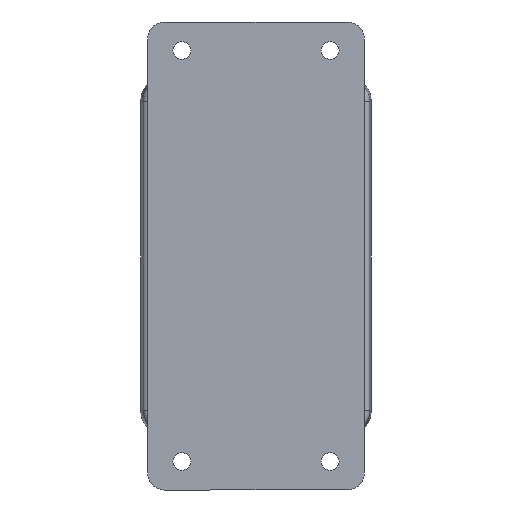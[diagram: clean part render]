
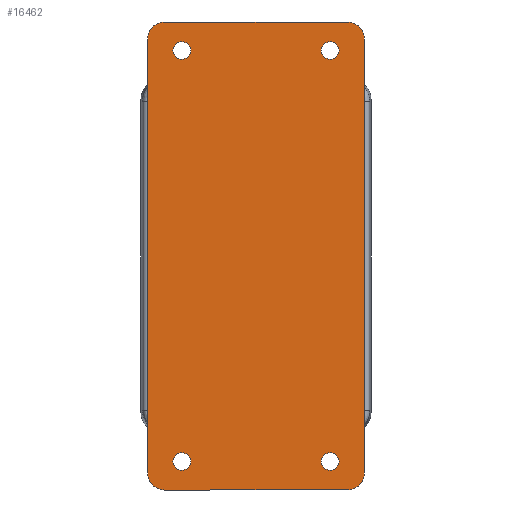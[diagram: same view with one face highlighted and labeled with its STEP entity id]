
A CAD part, front view. The second image highlights one B-rep face of the part: STEP entity #16462.
In plain terms, the highlighted planar face has unit normal (0, -1, 0).
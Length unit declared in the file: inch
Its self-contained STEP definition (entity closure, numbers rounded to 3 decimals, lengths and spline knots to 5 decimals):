
#95 = CARTESIAN_POINT ( 'NONE',  ( -1.0005, -1.07425, 2.375 ) ) ;
#313 = CIRCLE ( 'NONE', #3538, 0.187 ) ;
#384 = VERTEX_POINT ( 'NONE', #11281 ) ;
#744 = DIRECTION ( 'NONE',  ( 0., 0., -1. ) ) ;
#784 = FACE_BOUND ( 'NONE', #2790, .T. ) ;
#823 = EDGE_CURVE ( 'NONE', #9774, #11151, #313, .T. ) ;
#1069 = EDGE_CURVE ( 'NONE', #11356, #10482, #16398, .T. ) ;
#1891 = CIRCLE ( 'NONE', #14979, 0.0965 ) ;
#2057 = CIRCLE ( 'NONE', #13823, 0.0965 ) ;
#2169 = CARTESIAN_POINT ( 'NONE',  ( 1.0005, -1.07425, 2.375 ) ) ;
#2480 = EDGE_LOOP ( 'NONE', ( #3643, #13870, #2577, #10062, #16157, #9849, #16339, #4359 ) ) ;
#2570 = VERTEX_POINT ( 'NONE', #3551 ) ;
#2577 = ORIENTED_EDGE ( 'NONE', *, *, #1069, .T. ) ;
#2790 = EDGE_LOOP ( 'NONE', ( #9341 ) ) ;
#2834 = CARTESIAN_POINT ( 'NONE',  ( 1.1875, -1.07425, 2.375 ) ) ;
#3081 = EDGE_CURVE ( 'NONE', #16072, #16072, #2057, .T. ) ;
#3359 = DIRECTION ( 'NONE',  ( 0., 0., 1. ) ) ;
#3538 = AXIS2_PLACEMENT_3D ( 'NONE', #9014, #13018, #9182 ) ;
#3551 = CARTESIAN_POINT ( 'NONE',  ( 0.8125, -1.07425, -2.3465 ) ) ;
#3643 = ORIENTED_EDGE ( 'NONE', *, *, #12462, .T. ) ;
#3831 = VERTEX_POINT ( 'NONE', #7425 ) ;
#3969 = DIRECTION ( 'NONE',  ( 0., 0., -1. ) ) ;
#4359 = ORIENTED_EDGE ( 'NONE', *, *, #7956, .T. ) ;
#4388 = DIRECTION ( 'NONE',  ( 0., -1., 0. ) ) ;
#4660 = CARTESIAN_POINT ( 'NONE',  ( -1.1875, -1.07425, 2.375 ) ) ;
#4757 = DIRECTION ( 'NONE',  ( 0., 0., -1. ) ) ;
#4846 = CARTESIAN_POINT ( 'NONE',  ( -0.8125, -1.07425, -2.3465 ) ) ;
#4990 = FACE_OUTER_BOUND ( 'NONE', #2480, .T. ) ;
#5039 = AXIS2_PLACEMENT_3D ( 'NONE', #95, #7673, #3969 ) ;
#5465 = EDGE_CURVE ( 'NONE', #11151, #6207, #9225, .T. ) ;
#5630 = EDGE_LOOP ( 'NONE', ( #15888 ) ) ;
#5685 = CARTESIAN_POINT ( 'NONE',  ( -0.8125, -1.07425, -2.25 ) ) ;
#5735 = AXIS2_PLACEMENT_3D ( 'NONE', #5685, #4388, #12106 ) ;
#5809 = VECTOR ( 'NONE', #3359, 39.37008 ) ;
#6205 = EDGE_CURVE ( 'NONE', #10482, #9774, #8424, .T. ) ;
#6207 = VERTEX_POINT ( 'NONE', #2834 ) ;
#6359 = LINE ( 'NONE', #13166, #15816 ) ;
#6581 = EDGE_LOOP ( 'NONE', ( #9948 ) ) ;
#6601 = CARTESIAN_POINT ( 'NONE',  ( -1.0005, -1.07425, -2.562 ) ) ;
#6988 = LINE ( 'NONE', #13582, #12415 ) ;
#7319 = CARTESIAN_POINT ( 'NONE',  ( 1.1875, -1.07425, 2.375 ) ) ;
#7401 = EDGE_CURVE ( 'NONE', #8059, #11356, #6988, .T. ) ;
#7419 = CARTESIAN_POINT ( 'NONE',  ( 1.0005, -1.07425, 2.562 ) ) ;
#7425 = CARTESIAN_POINT ( 'NONE',  ( -1.0005, -1.07425, 2.562 ) ) ;
#7505 = AXIS2_PLACEMENT_3D ( 'NONE', #2169, #12417, #4757 ) ;
#7583 = DIRECTION ( 'NONE',  ( 0., 0., -1. ) ) ;
#7664 = ORIENTED_EDGE ( 'NONE', *, *, #3081, .F. ) ;
#7673 = DIRECTION ( 'NONE',  ( 0., -1., 0. ) ) ;
#7726 = EDGE_CURVE ( 'NONE', #384, #384, #14237, .T. ) ;
#7774 = PLANE ( 'NONE',  #5039 ) ;
#7956 = EDGE_CURVE ( 'NONE', #11901, #3831, #6359, .T. ) ;
#8028 = DIRECTION ( 'NONE',  ( -1., 0., 0. ) ) ;
#8043 = EDGE_LOOP ( 'NONE', ( #7664 ) ) ;
#8055 = DIRECTION ( 'NONE',  ( 1., 0., 0. ) ) ;
#8059 = VERTEX_POINT ( 'NONE', #4660 ) ;
#8424 = LINE ( 'NONE', #6601, #16474 ) ;
#8499 = DIRECTION ( 'NONE',  ( 0., 0., -1. ) ) ;
#8713 = AXIS2_PLACEMENT_3D ( 'NONE', #14975, #13686, #8499 ) ;
#9014 = CARTESIAN_POINT ( 'NONE',  ( 1.0005, -1.07425, -2.375 ) ) ;
#9182 = DIRECTION ( 'NONE',  ( 0., 0., -1. ) ) ;
#9214 = EDGE_CURVE ( 'NONE', #2570, #2570, #1891, .T. ) ;
#9225 = LINE ( 'NONE', #7319, #5809 ) ;
#9341 = ORIENTED_EDGE ( 'NONE', *, *, #11693, .F. ) ;
#9345 = CIRCLE ( 'NONE', #16210, 0.187 ) ;
#9377 = CIRCLE ( 'NONE', #5735, 0.0965 ) ;
#9416 = CARTESIAN_POINT ( 'NONE',  ( -1.0005, -1.07425, -2.562 ) ) ;
#9774 = VERTEX_POINT ( 'NONE', #16612 ) ;
#9849 = ORIENTED_EDGE ( 'NONE', *, *, #5465, .T. ) ;
#9948 = ORIENTED_EDGE ( 'NONE', *, *, #7726, .F. ) ;
#10062 = ORIENTED_EDGE ( 'NONE', *, *, #6205, .T. ) ;
#10285 = DIRECTION ( 'NONE',  ( 0., 0., -1. ) ) ;
#10482 = VERTEX_POINT ( 'NONE', #9416 ) ;
#10710 = CARTESIAN_POINT ( 'NONE',  ( 1.1875, -1.07425, -2.375 ) ) ;
#11053 = FACE_BOUND ( 'NONE', #8043, .T. ) ;
#11151 = VERTEX_POINT ( 'NONE', #10710 ) ;
#11281 = CARTESIAN_POINT ( 'NONE',  ( -0.8125, -1.07425, 2.1535 ) ) ;
#11336 = DIRECTION ( 'NONE',  ( 0., -1., 0. ) ) ;
#11356 = VERTEX_POINT ( 'NONE', #11440 ) ;
#11440 = CARTESIAN_POINT ( 'NONE',  ( -1.1875, -1.07425, -2.375 ) ) ;
#11538 = CARTESIAN_POINT ( 'NONE',  ( 0.8125, -1.07425, -2.25 ) ) ;
#11693 = EDGE_CURVE ( 'NONE', #16666, #16666, #9377, .T. ) ;
#11901 = VERTEX_POINT ( 'NONE', #7419 ) ;
#12106 = DIRECTION ( 'NONE',  ( 0., 0., -1. ) ) ;
#12124 = CARTESIAN_POINT ( 'NONE',  ( 0.8125, -1.07425, 2.1535 ) ) ;
#12415 = VECTOR ( 'NONE', #744, 39.37008 ) ;
#12417 = DIRECTION ( 'NONE',  ( 0., -1., 0. ) ) ;
#12462 = EDGE_CURVE ( 'NONE', #3831, #8059, #9345, .T. ) ;
#13018 = DIRECTION ( 'NONE',  ( 0., -1., 0. ) ) ;
#13166 = CARTESIAN_POINT ( 'NONE',  ( -1.0005, -1.07425, 2.562 ) ) ;
#13582 = CARTESIAN_POINT ( 'NONE',  ( -1.1875, -1.07425, 2.375 ) ) ;
#13686 = DIRECTION ( 'NONE',  ( 0., -1., 0. ) ) ;
#13823 = AXIS2_PLACEMENT_3D ( 'NONE', #14356, #15578, #15633 ) ;
#13857 = DIRECTION ( 'NONE',  ( 0., 0., -1. ) ) ;
#13870 = ORIENTED_EDGE ( 'NONE', *, *, #7401, .T. ) ;
#14063 = FACE_BOUND ( 'NONE', #5630, .T. ) ;
#14237 = CIRCLE ( 'NONE', #15272, 0.0965 ) ;
#14356 = CARTESIAN_POINT ( 'NONE',  ( 0.8125, -1.07425, 2.25 ) ) ;
#14471 = FACE_BOUND ( 'NONE', #6581, .T. ) ;
#14975 = CARTESIAN_POINT ( 'NONE',  ( -1.0005, -1.07425, -2.375 ) ) ;
#14979 = AXIS2_PLACEMENT_3D ( 'NONE', #11538, #16577, #10285 ) ;
#15076 = CIRCLE ( 'NONE', #7505, 0.187 ) ;
#15272 = AXIS2_PLACEMENT_3D ( 'NONE', #15363, #15309, #7583 ) ;
#15309 = DIRECTION ( 'NONE',  ( 0., -1., 0. ) ) ;
#15363 = CARTESIAN_POINT ( 'NONE',  ( -0.8125, -1.07425, 2.25 ) ) ;
#15578 = DIRECTION ( 'NONE',  ( 0., -1., 0. ) ) ;
#15633 = DIRECTION ( 'NONE',  ( 0., 0., -1. ) ) ;
#15816 = VECTOR ( 'NONE', #8028, 39.37008 ) ;
#15888 = ORIENTED_EDGE ( 'NONE', *, *, #9214, .F. ) ;
#16072 = VERTEX_POINT ( 'NONE', #12124 ) ;
#16147 = EDGE_CURVE ( 'NONE', #6207, #11901, #15076, .T. ) ;
#16157 = ORIENTED_EDGE ( 'NONE', *, *, #823, .T. ) ;
#16210 = AXIS2_PLACEMENT_3D ( 'NONE', #16379, #11336, #13857 ) ;
#16339 = ORIENTED_EDGE ( 'NONE', *, *, #16147, .T. ) ;
#16379 = CARTESIAN_POINT ( 'NONE',  ( -1.0005, -1.07425, 2.375 ) ) ;
#16398 = CIRCLE ( 'NONE', #8713, 0.187 ) ;
#16462 = ADVANCED_FACE ( 'NONE', ( #14471, #11053, #4990, #14063, #784 ), #7774, .T. ) ;
#16474 = VECTOR ( 'NONE', #8055, 39.37008 ) ;
#16577 = DIRECTION ( 'NONE',  ( 0., -1., 0. ) ) ;
#16612 = CARTESIAN_POINT ( 'NONE',  ( 1.0005, -1.07425, -2.562 ) ) ;
#16666 = VERTEX_POINT ( 'NONE', #4846 ) ;
